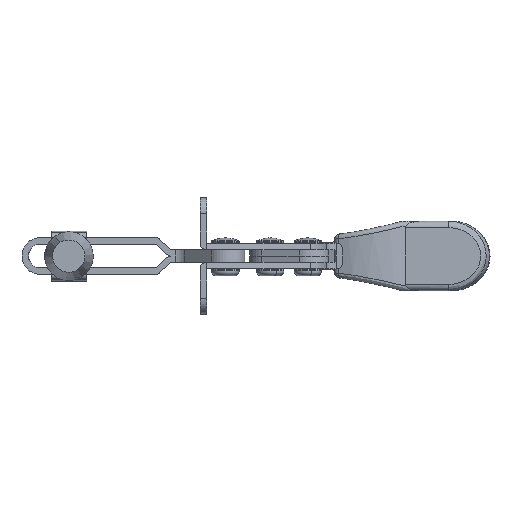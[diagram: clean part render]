
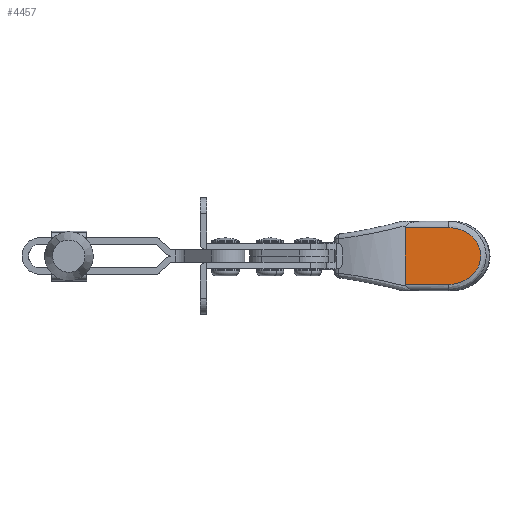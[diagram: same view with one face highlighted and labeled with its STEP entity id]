
A CAD part, front view. The second image highlights one B-rep face of the part: STEP entity #4457.
In plain terms, the highlighted face is planar.
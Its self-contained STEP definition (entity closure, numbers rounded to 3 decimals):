
#1608 = EDGE_CURVE ( 'NONE', #6484, #35285, #3299, .T. ) ;
#1738 = DIRECTION ( 'NONE',  ( 0., 0., -1. ) ) ;
#3299 = LINE ( 'NONE', #23864, #8027 ) ;
#3921 = DIRECTION ( 'NONE',  ( -0.88, -0.474, 0. ) ) ;
#4457 = ADVANCED_FACE ( 'NONE', ( #18665 ), #11581, .F. ) ;
#5885 = VERTEX_POINT ( 'NONE', #7183 ) ;
#6484 = VERTEX_POINT ( 'NONE', #24536 ) ;
#6691 = CARTESIAN_POINT ( 'NONE',  ( 51.414, 13.351, 19.5 ) ) ;
#7183 = CARTESIAN_POINT ( 'NONE',  ( 63.205, 19.7, 19.5 ) ) ;
#7457 = DIRECTION ( 'NONE',  ( 0.88, 0.474, 0. ) ) ;
#7637 = VECTOR ( 'NONE', #1738, 1000. ) ;
#7742 = EDGE_LOOP ( 'NONE', ( #13517, #16354, #13961, #15367 ) ) ;
#8027 = VECTOR ( 'NONE', #7457, 1000. ) ;
#8923 = EDGE_CURVE ( 'NONE', #19658, #6484, #30335, .T. ) ;
#9090 = CARTESIAN_POINT ( 'NONE',  ( 80.705, 29.123, 19.5 ) ) ;
#9288 = EDGE_CURVE ( 'NONE', #35285, #5885, #30566, .T. ) ;
#10492 = VECTOR ( 'NONE', #3921, 1000. ) ;
#11581 = PLANE ( 'NONE',  #22407 ) ;
#13517 = ORIENTED_EDGE ( 'NONE', *, *, #8923, .T. ) ;
#13961 = ORIENTED_EDGE ( 'NONE', *, *, #9288, .T. ) ;
#14324 = DIRECTION ( 'NONE',  ( -0.474, 0.88, 0. ) ) ;
#15065 = EDGE_CURVE ( 'NONE', #5885, #19658, #17687, .T. ) ;
#15367 = ORIENTED_EDGE ( 'NONE', *, *, #15065, .T. ) ;
#16354 = ORIENTED_EDGE ( 'NONE', *, *, #1608, .T. ) ;
#17687 = LINE ( 'NONE', #6691, #10492 ) ;
#18167 = CARTESIAN_POINT ( 'NONE',  ( 51.414, 13.351, 21.5 ) ) ;
#18665 = FACE_OUTER_BOUND ( 'NONE', #7742, .T. ) ;
#19658 = VERTEX_POINT ( 'NONE', #25332 ) ;
#19933 = CARTESIAN_POINT ( 'NONE',  ( 63.205, 19.7, 2. ) ) ;
#22407 = AXIS2_PLACEMENT_3D ( 'NONE', #27914, #14324, #33407 ) ;
#22703 = CARTESIAN_POINT ( 'NONE',  ( 80.705, 29.123, 2. ) ) ;
#23864 = CARTESIAN_POINT ( 'NONE',  ( 75.564, 26.354, 2. ) ) ;
#24536 = CARTESIAN_POINT ( 'NONE',  ( 51.414, 13.351, 2. ) ) ;
#25332 = CARTESIAN_POINT ( 'NONE',  ( 51.414, 13.351, 19.5 ) ) ;
#27914 = CARTESIAN_POINT ( 'NONE',  ( 75.564, 26.354, 21.5 ) ) ;
#28212 = CARTESIAN_POINT ( 'NONE',  ( 63.205, 19.7, 19.5 ) ) ;
#30335 = LINE ( 'NONE', #18167, #7637 ) ;
#30566 =( BOUNDED_CURVE ( )  B_SPLINE_CURVE ( 3, ( #19933, #22703, #9090, #28212 ),
 .UNSPECIFIED., .F., .F. ) 
 B_SPLINE_CURVE_WITH_KNOTS ( ( 4, 4 ),
 ( 1.571, 4.712 ),
 .UNSPECIFIED. ) 
 CURVE ( )  GEOMETRIC_REPRESENTATION_ITEM ( )  RATIONAL_B_SPLINE_CURVE ( ( 1., 0.333, 0.333, 1. ) ) 
 REPRESENTATION_ITEM ( '' )  );
#33407 = DIRECTION ( 'NONE',  ( -0.88, -0.474, 0. ) ) ;
#34996 = CARTESIAN_POINT ( 'NONE',  ( 63.205, 19.7, 2. ) ) ;
#35285 = VERTEX_POINT ( 'NONE', #34996 ) ;
